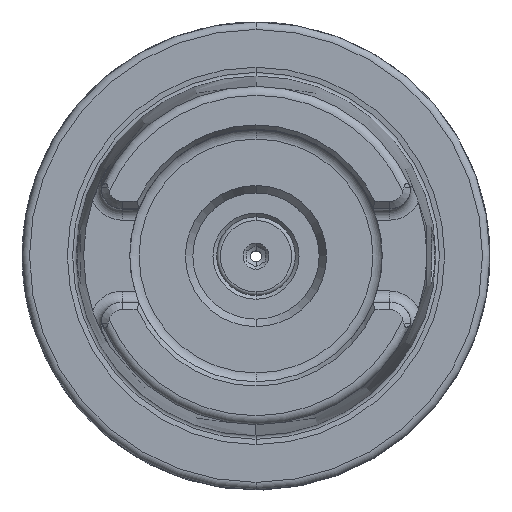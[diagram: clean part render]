
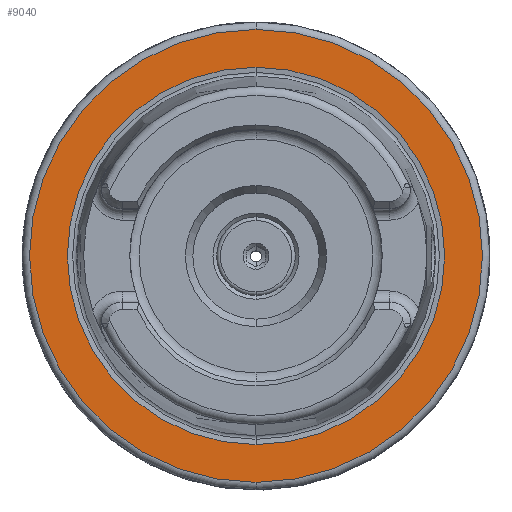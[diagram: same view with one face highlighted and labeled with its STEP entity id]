
A CAD part, top view. The second image highlights one B-rep face of the part: STEP entity #9040.
In plain terms, the highlighted planar face has unit normal (0, 0, 1).
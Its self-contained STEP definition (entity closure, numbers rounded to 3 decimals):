
#2081=CARTESIAN_POINT('',(0,0,26));
#2082=DIRECTION('',(0,0,-1));
#2083=DIRECTION('',(0,1,0));
#2084=AXIS2_PLACEMENT_3D('',#2081,#2082,#2083);
#2094=CARTESIAN_POINT('',(0,0,26));
#2095=DIRECTION('',(0,0,1));
#2096=DIRECTION('',(0,1,0));
#2097=AXIS2_PLACEMENT_3D('',#2094,#2095,#2096);
#2099=CARTESIAN_POINT('',(0,0,26));
#2100=DIRECTION('',(0,0,1));
#2101=DIRECTION('',(0,1,0));
#2102=AXIS2_PLACEMENT_3D('',#2099,#2100,#2101);
#2104=CARTESIAN_POINT('',(0,0,26));
#2105=DIRECTION('',(0,0,1));
#2106=DIRECTION('',(0,-1,0));
#2107=AXIS2_PLACEMENT_3D('',#2104,#2105,#2106);
#5628=CARTESIAN_POINT('',(0,25.409,26));
#5630=VERTEX_POINT('',#5628);
#5664=CARTESIAN_POINT('',(0,-25.409,26));
#5666=VERTEX_POINT('',#5664);
#5730=CARTESIAN_POINT('',(0,30.5,26));
#5731=CARTESIAN_POINT('',(0,-30.5,26));
#5732=VERTEX_POINT('',#5730);
#5733=VERTEX_POINT('',#5731);
#9025=CARTESIAN_POINT('',(0,0,26));
#9026=DIRECTION('',(0,0,-1));
#9027=DIRECTION('',(0,-1,0));
#9028=AXIS2_PLACEMENT_3D('',#9025,#9026,#9027);
#9029=PLANE('',#9028);
#9031=ORIENTED_EDGE('',*,*,#9030,.F.);
#9033=ORIENTED_EDGE('',*,*,#9032,.F.);
#9034=EDGE_LOOP('',(#9031,#9033));
#9035=FACE_OUTER_BOUND('',#9034,.F.);
#9036=ORIENTED_EDGE('',*,*,#9020,.T.);
#9037=ORIENTED_EDGE('',*,*,#9004,.F.);
#9038=EDGE_LOOP('',(#9036,#9037));
#9039=FACE_BOUND('',#9038,.F.);
#9040=ADVANCED_FACE('',(#9035,#9039),#9029,.F.);
#2085=CIRCLE('',#2084,25.409);
#2098=CIRCLE('',#2097,25.409);
#2103=CIRCLE('',#2102,30.5);
#2108=CIRCLE('',#2107,30.5);
#9004=EDGE_CURVE('',#5630,#5666,#2085,.T.);
#9020=EDGE_CURVE('',#5630,#5666,#2098,.T.);
#9030=EDGE_CURVE('',#5732,#5733,#2103,.T.);
#9032=EDGE_CURVE('',#5733,#5732,#2108,.T.);
